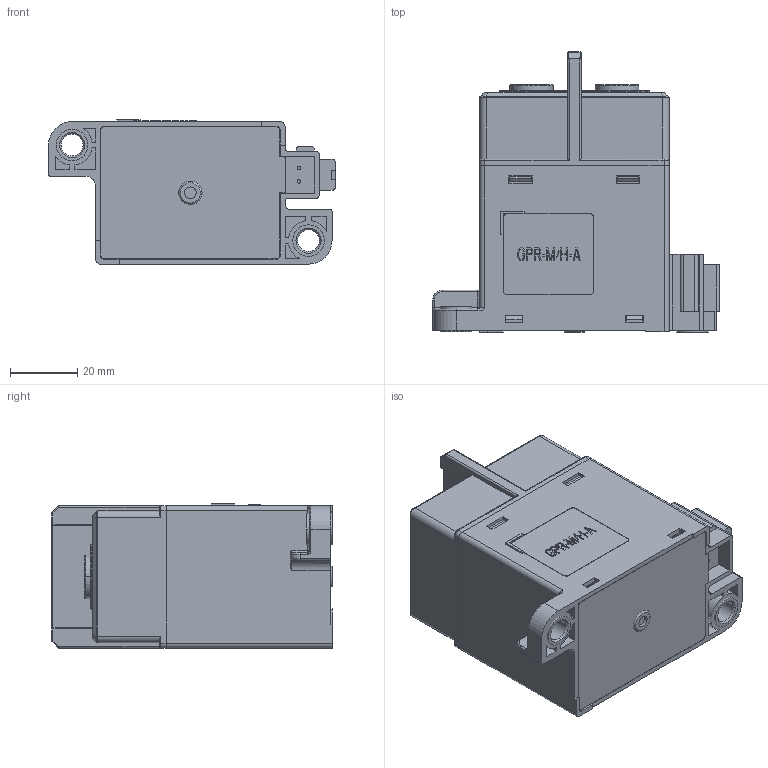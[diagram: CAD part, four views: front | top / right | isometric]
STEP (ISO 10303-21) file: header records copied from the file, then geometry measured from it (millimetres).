
FILE_DESCRIPTION((''),'2;1');
FILE_NAME('TOTAL_ASSY_NEW400_ASM_ASM','2020-09-25T',('yhleef'),(''),'CREO PARAMETRIC BY PTC INC, 2018360','CREO PARAMETRIC BY PTC INC, 2018360','');
FILE_SCHEMA(('CONFIG_CONTROL_DESIGN'));
Length unit declared in the file: millimetre
Products named in the file (11): LOWER_FRAME_NEW400_R0_1; RING_FRAME_GER250_1; TERMINAL_PIN_A1_GER250_1; TERMINAL_PIN_A2_GER250_1; LOWER_FRAME_ASSY_NEW400_R0_ASM__ASM; NAME_PLATE_GER-10-400_1; NAME_PLATE_GER-10-400_ASM_1_ASM; UPPER_FRAME_NEW400_R0_1; FRAME_COVER_NEW400_1; CONTACT_FIXED_GER-N250ST_1; TOTAL_ASSY_NEW400_ASM_ASM
Assembly tree (12 placements, depth 3):
  TOTAL_ASSY_NEW400_ASM_ASM
    LOWER_FRAME_ASSY_NEW400_R0_ASM__ASM
      LOWER_FRAME_NEW400_R0_1
      RING_FRAME_GER250_1  x2
      TERMINAL_PIN_A1_GER250_1
      TERMINAL_PIN_A2_GER250_1
    NAME_PLATE_GER-10-400_ASM_1_ASM
      NAME_PLATE_GER-10-400_1
    UPPER_FRAME_NEW400_R0_1
    FRAME_COVER_NEW400_1
    CONTACT_FIXED_GER-N250ST_1  x2
Bounding box: 85.5 x 83.5 x 43 mm (x, y, z)
Volume: 37557.6 mm3; surface area: 51241.7 mm2
Topology: 10 solids, 10 shells, 1143 faces, 3094 edges, 1992 vertices
Faces by surface type: plane 795, cylinder 240, torus 36, cone 32, bspline 26, sphere 14
Entity records: 36363 total; most frequent: CARTESIAN_POINT 8006, ORIENTED_EDGE 5988, DIRECTION 5648, EDGE_CURVE 2994, VECTOR 2380, LINE 2380, VERTEX_POINT 1937, AXIS2_PLACEMENT_3D 1634
